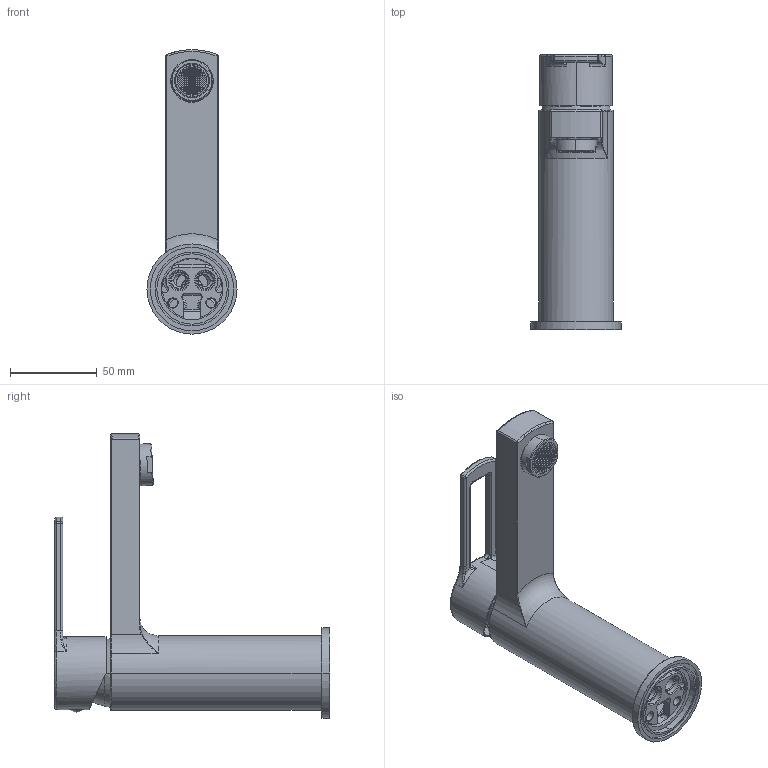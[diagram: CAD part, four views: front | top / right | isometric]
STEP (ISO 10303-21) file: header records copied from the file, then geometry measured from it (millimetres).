
FILE_DESCRIPTION((''),'2;1');
FILE_NAME('RIN071CR_ASM','2021-04-09T17:00:46',('ut3'),('PAFFONI SpA'),'CREO PARAMETRIC BY PTC INC, 2020044','CREO PARAMETRIC BY PTC INC, 2020044','');
FILE_SCHEMA(('CONFIG_CONTROL_DESIGN','SHAPE_APPEARANCE_LAYERS_GROUPS'));
Length unit declared in the file: millimetre
Products named in the file (23): 3021212CR; 4071664_CORPO; 4071664_ROTAZIONE; 4071664_PERNO; 4071664_ASTA; 4071664_GHIERA; 4071664_FONDELLO; 4071664_VITE; 4071664_OR; 4071664_GUARNIZIONE; 4071664_ASM; 2041630GR; 1000505GR; 4061198CR; 2051108GR; 2091105CRN; CORPO_AERATORE; CARTUCCIA_AERATORE; GUARNIZIONE_AERATORE; 2051017CR_ASM; 2041615CR; 5008061CR_ASM; RIN071CR_ASM
Assembly tree (23 placements, depth 3):
  RIN071CR_ASM
    3021212CR
    4071664_ASM
      4071664_CORPO
      4071664_ROTAZIONE
      4071664_PERNO
      4071664_ASTA
      4071664_GHIERA
      4071664_FONDELLO
      4071664_VITE
      4071664_OR
      4071664_GUARNIZIONE  x2
    2041630GR
    1000505GR
    4061198CR
    2051108GR
    2091105CRN
    2051017CR_ASM
      CORPO_AERATORE
      CARTUCCIA_AERATORE
      GUARNIZIONE_AERATORE
    5008061CR_ASM
      2041615CR
Bounding box: 52 x 158.92 x 163.9 mm (x, y, z)
Volume: 157299.7 mm3; surface area: 115221.5 mm2
Topology: 22 solids, 38 shells, 3505 faces, 9972 edges, 6556 vertices
Faces by surface type: plane 2454, cylinder 519, cone 193, torus 169, bspline 108, sphere 42, revolution 16, extrusion 4
Entity records: 175388 total; most frequent: CARTESIAN_POINT 28268, ORIENTED_EDGE 19818, DIRECTION 19387, PRESENTATION_STYLE_ASSIGNMENT 13199, STYLED_ITEM 13199, CURVE_STYLE 9955, EDGE_CURVE 9941, VERTEX_POINT 6548
